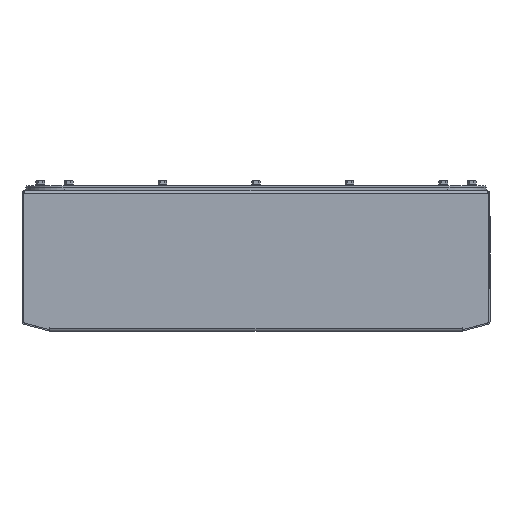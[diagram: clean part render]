
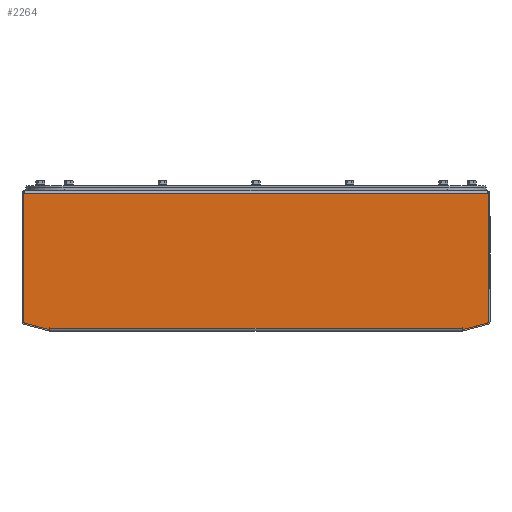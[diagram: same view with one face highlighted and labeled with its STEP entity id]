
A CAD part, front view. The second image highlights one B-rep face of the part: STEP entity #2264.
In plain terms, the highlighted planar face has unit normal (0, -1, 0).
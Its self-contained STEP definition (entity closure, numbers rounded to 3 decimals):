
#87 = ORIENTED_EDGE ( 'NONE', *, *, #24696, .F. ) ;
#580 = VERTEX_POINT ( 'NONE', #7592 ) ;
#849 = DIRECTION ( 'NONE',  ( 0., 1., 0. ) ) ;
#1224 = CIRCLE ( 'NONE', #39356, 1.5 ) ;
#1298 = VERTEX_POINT ( 'NONE', #30281 ) ;
#1706 = EDGE_CURVE ( 'NONE', #31347, #24813, #27838, .T. ) ;
#1756 = EDGE_CURVE ( 'NONE', #29624, #31347, #1224, .T. ) ;
#1812 = CARTESIAN_POINT ( 'NONE',  ( -248.49, -1.5, 147. ) ) ;
#1929 = LINE ( 'NONE', #34107, #33814 ) ;
#2056 = DIRECTION ( 'NONE',  ( 0., 0., -1. ) ) ;
#2060 = CARTESIAN_POINT ( 'NONE',  ( -248.49, -1.5, 10.214 ) ) ;
#2264 = ADVANCED_FACE ( 'NONE', ( #17584 ), #21556, .T. ) ;
#2360 = CIRCLE ( 'NONE', #10718, 1.5 ) ;
#2548 = VERTEX_POINT ( 'NONE', #26110 ) ;
#2580 = VECTOR ( 'NONE', #33825, 1000. ) ;
#2611 = VERTEX_POINT ( 'NONE', #35475 ) ;
#3618 = EDGE_CURVE ( 'NONE', #38246, #2548, #9862, .T. ) ;
#3668 = EDGE_CURVE ( 'NONE', #7250, #38246, #16106, .T. ) ;
#4861 = DIRECTION ( 'NONE',  ( -1., 0., 0. ) ) ;
#5187 = CARTESIAN_POINT ( 'NONE',  ( 220.105, -1.5, 1.5 ) ) ;
#5305 = VECTOR ( 'NONE', #5907, 1000. ) ;
#5549 = LINE ( 'NONE', #5187, #36408 ) ;
#5788 = EDGE_CURVE ( 'NONE', #32573, #7250, #19638, .T. ) ;
#5907 = DIRECTION ( 'NONE',  ( 1., 0., 0. ) ) ;
#7250 = VERTEX_POINT ( 'NONE', #21544 ) ;
#7592 = CARTESIAN_POINT ( 'NONE',  ( -220.105, -1.5, 3. ) ) ;
#7671 = ORIENTED_EDGE ( 'NONE', *, *, #3668, .F. ) ;
#8104 = AXIS2_PLACEMENT_3D ( 'NONE', #9250, #12378, #33920 ) ;
#9219 = VERTEX_POINT ( 'NONE', #33039 ) ;
#9250 = CARTESIAN_POINT ( 'NONE',  ( 246.99, -1.5, 10.214 ) ) ;
#9432 = EDGE_CURVE ( 'NONE', #9219, #29624, #1929, .T. ) ;
#9851 = LINE ( 'NONE', #30796, #2580 ) ;
#9862 = LINE ( 'NONE', #26475, #33489 ) ;
#9998 = EDGE_CURVE ( 'NONE', #1298, #32573, #2360, .T. ) ;
#10117 = CARTESIAN_POINT ( 'NONE',  ( -220.605, -1.5, 4.411 ) ) ;
#10282 = DIRECTION ( 'NONE',  ( 0., 0., 1. ) ) ;
#10360 = ORIENTED_EDGE ( 'NONE', *, *, #37396, .F. ) ;
#10620 = VERTEX_POINT ( 'NONE', #10117 ) ;
#10669 = CARTESIAN_POINT ( 'NONE',  ( -246.99, -1.5, 10.214 ) ) ;
#10718 = AXIS2_PLACEMENT_3D ( 'NONE', #19348, #849, #22474 ) ;
#11537 = EDGE_CURVE ( 'NONE', #10620, #9219, #27423, .T. ) ;
#12378 = DIRECTION ( 'NONE',  ( 0., -1., 0. ) ) ;
#12800 = VECTOR ( 'NONE', #29734, 1000. ) ;
#13666 = EDGE_CURVE ( 'NONE', #2611, #10620, #20980, .T. ) ;
#13781 = DIRECTION ( 'NONE',  ( 0., 0., 1. ) ) ;
#14175 = CARTESIAN_POINT ( 'NONE',  ( -220.105, -1.5, 4.411 ) ) ;
#14380 = DIRECTION ( 'NONE',  ( 0., 0., -1. ) ) ;
#16106 = LINE ( 'NONE', #35858, #31587 ) ;
#16808 = DIRECTION ( 'NONE',  ( 0., 0., -1. ) ) ;
#17584 = FACE_OUTER_BOUND ( 'NONE', #31616, .T. ) ;
#17820 = EDGE_CURVE ( 'NONE', #580, #2611, #9851, .T. ) ;
#18172 = CARTESIAN_POINT ( 'NONE',  ( 246.99, -1.5, 3. ) ) ;
#18216 = VECTOR ( 'NONE', #2056, 1000. ) ;
#18313 = ORIENTED_EDGE ( 'NONE', *, *, #1706, .F. ) ;
#19348 = CARTESIAN_POINT ( 'NONE',  ( 246.99, -1.5, 10.214 ) ) ;
#19638 = LINE ( 'NONE', #39222, #20599 ) ;
#19651 = LINE ( 'NONE', #29007, #35072 ) ;
#19980 = CARTESIAN_POINT ( 'NONE',  ( 220.605, -1.5, 4.411 ) ) ;
#20541 = CARTESIAN_POINT ( 'NONE',  ( -247.378, -1.5, 8.765 ) ) ;
#20599 = VECTOR ( 'NONE', #23874, 1000. ) ;
#20980 = LINE ( 'NONE', #14175, #12800 ) ;
#21250 = ORIENTED_EDGE ( 'NONE', *, *, #9432, .F. ) ;
#21544 = CARTESIAN_POINT ( 'NONE',  ( 220.605, -1.5, 1.591 ) ) ;
#21556 = PLANE ( 'NONE',  #8104 ) ;
#21930 = ORIENTED_EDGE ( 'NONE', *, *, #13666, .F. ) ;
#22066 = VECTOR ( 'NONE', #36794, 1000. ) ;
#22474 = DIRECTION ( 'NONE',  ( 0., 0., -1. ) ) ;
#22648 = EDGE_CURVE ( 'NONE', #26681, #24813, #38415, .T. ) ;
#23874 = DIRECTION ( 'NONE',  ( -0.966, 0., -0.259 ) ) ;
#24575 = ORIENTED_EDGE ( 'NONE', *, *, #1756, .F. ) ;
#24696 = EDGE_CURVE ( 'NONE', #26681, #1298, #19651, .T. ) ;
#24813 = VERTEX_POINT ( 'NONE', #1812 ) ;
#25875 = VERTEX_POINT ( 'NONE', #29327 ) ;
#26110 = CARTESIAN_POINT ( 'NONE',  ( 220.105, -1.5, 4.411 ) ) ;
#26475 = CARTESIAN_POINT ( 'NONE',  ( 220.105, -1.5, 4.411 ) ) ;
#26681 = VERTEX_POINT ( 'NONE', #30772 ) ;
#26845 = VECTOR ( 'NONE', #10282, 1000. ) ;
#27316 = ORIENTED_EDGE ( 'NONE', *, *, #34715, .T. ) ;
#27423 = LINE ( 'NONE', #32815, #18216 ) ;
#27838 = LINE ( 'NONE', #34933, #26845 ) ;
#28331 = ORIENTED_EDGE ( 'NONE', *, *, #22648, .T. ) ;
#29007 = CARTESIAN_POINT ( 'NONE',  ( 248.49, -1.5, 150. ) ) ;
#29327 = CARTESIAN_POINT ( 'NONE',  ( 220.105, -1.5, 3. ) ) ;
#29624 = VERTEX_POINT ( 'NONE', #20541 ) ;
#29734 = DIRECTION ( 'NONE',  ( -1., 0., 0. ) ) ;
#30281 = CARTESIAN_POINT ( 'NONE',  ( 248.49, -1.5, 10.214 ) ) ;
#30772 = CARTESIAN_POINT ( 'NONE',  ( 248.49, -1.5, 147. ) ) ;
#30796 = CARTESIAN_POINT ( 'NONE',  ( -220.105, -1.5, 1.5 ) ) ;
#31220 = ORIENTED_EDGE ( 'NONE', *, *, #11537, .F. ) ;
#31347 = VERTEX_POINT ( 'NONE', #2060 ) ;
#31587 = VECTOR ( 'NONE', #38970, 1000. ) ;
#31616 = EDGE_LOOP ( 'NONE', ( #87, #28331, #18313, #24575, #21250, #31220, #21930, #34747, #27316, #10360, #34588, #7671, #34892, #39618 ) ) ;
#32250 = DIRECTION ( 'NONE',  ( 0., 1., 0. ) ) ;
#32363 = CARTESIAN_POINT ( 'NONE',  ( 247.378, -1.5, 8.765 ) ) ;
#32573 = VERTEX_POINT ( 'NONE', #32363 ) ;
#32815 = CARTESIAN_POINT ( 'NONE',  ( -220.605, -1.5, 4.411 ) ) ;
#33039 = CARTESIAN_POINT ( 'NONE',  ( -220.605, -1.5, 1.591 ) ) ;
#33489 = VECTOR ( 'NONE', #4861, 1000. ) ;
#33716 = CARTESIAN_POINT ( 'NONE',  ( 248.49, -1.5, 147. ) ) ;
#33814 = VECTOR ( 'NONE', #37329, 1000. ) ;
#33825 = DIRECTION ( 'NONE',  ( 0., 0., 1. ) ) ;
#33920 = DIRECTION ( 'NONE',  ( 0., 0., -1. ) ) ;
#34107 = CARTESIAN_POINT ( 'NONE',  ( -220.605, -1.5, 1.591 ) ) ;
#34588 = ORIENTED_EDGE ( 'NONE', *, *, #3618, .F. ) ;
#34715 = EDGE_CURVE ( 'NONE', #580, #25875, #38126, .T. ) ;
#34747 = ORIENTED_EDGE ( 'NONE', *, *, #17820, .F. ) ;
#34892 = ORIENTED_EDGE ( 'NONE', *, *, #5788, .F. ) ;
#34933 = CARTESIAN_POINT ( 'NONE',  ( -248.49, -1.5, 150. ) ) ;
#35072 = VECTOR ( 'NONE', #16808, 1000. ) ;
#35475 = CARTESIAN_POINT ( 'NONE',  ( -220.105, -1.5, 4.411 ) ) ;
#35858 = CARTESIAN_POINT ( 'NONE',  ( 220.605, -1.5, 4.411 ) ) ;
#36408 = VECTOR ( 'NONE', #14380, 1000. ) ;
#36794 = DIRECTION ( 'NONE',  ( -1., 0., 0. ) ) ;
#37329 = DIRECTION ( 'NONE',  ( -0.966, 0., 0.259 ) ) ;
#37396 = EDGE_CURVE ( 'NONE', #2548, #25875, #5549, .T. ) ;
#38126 = LINE ( 'NONE', #18172, #5305 ) ;
#38246 = VERTEX_POINT ( 'NONE', #19980 ) ;
#38415 = LINE ( 'NONE', #33716, #22066 ) ;
#38970 = DIRECTION ( 'NONE',  ( 0., 0., 1. ) ) ;
#39222 = CARTESIAN_POINT ( 'NONE',  ( 220.605, -1.5, 1.591 ) ) ;
#39356 = AXIS2_PLACEMENT_3D ( 'NONE', #10669, #32250, #13781 ) ;
#39618 = ORIENTED_EDGE ( 'NONE', *, *, #9998, .F. ) ;
